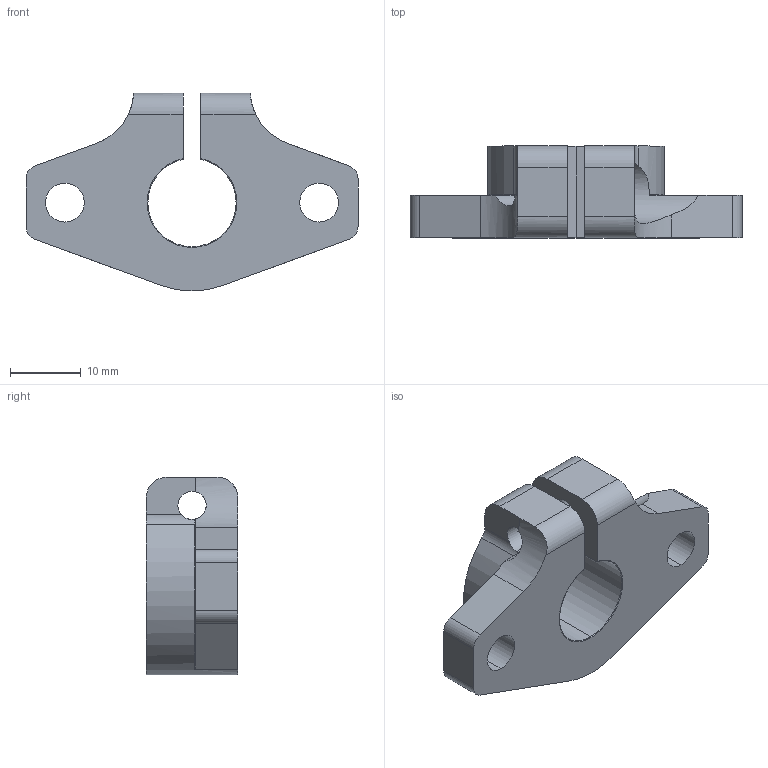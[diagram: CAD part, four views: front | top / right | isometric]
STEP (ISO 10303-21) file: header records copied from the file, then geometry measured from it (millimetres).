
FILE_DESCRIPTION (( 'STEP AP203' ), '1' );
FILE_NAME ('SHF12.STEP', '2021-01-30T17:41:20', ( '' ), ( '' ), 'SwSTEP 2.0', 'SolidWorks 2015', '' );
FILE_SCHEMA (( 'CONFIG_CONTROL_DESIGN' ));
Length unit declared in the file: millimetre
Products named in the file (1): SHF12
Bounding box: 47 x 13 x 28 mm (x, y, z)
Volume: 6917.9 mm3; surface area: 3791.3 mm2
Topology: 1 solids, 1 shells, 49 faces, 139 edges, 91 vertices
Faces by surface type: cylinder 25, plane 17, torus 7
Entity records: 1893 total; most frequent: CARTESIAN_POINT 504, DIRECTION 280, ORIENTED_EDGE 278, EDGE_CURVE 139, AXIS2_PLACEMENT_3D 108, VERTEX_POINT 91, VECTOR 64, LINE 64
